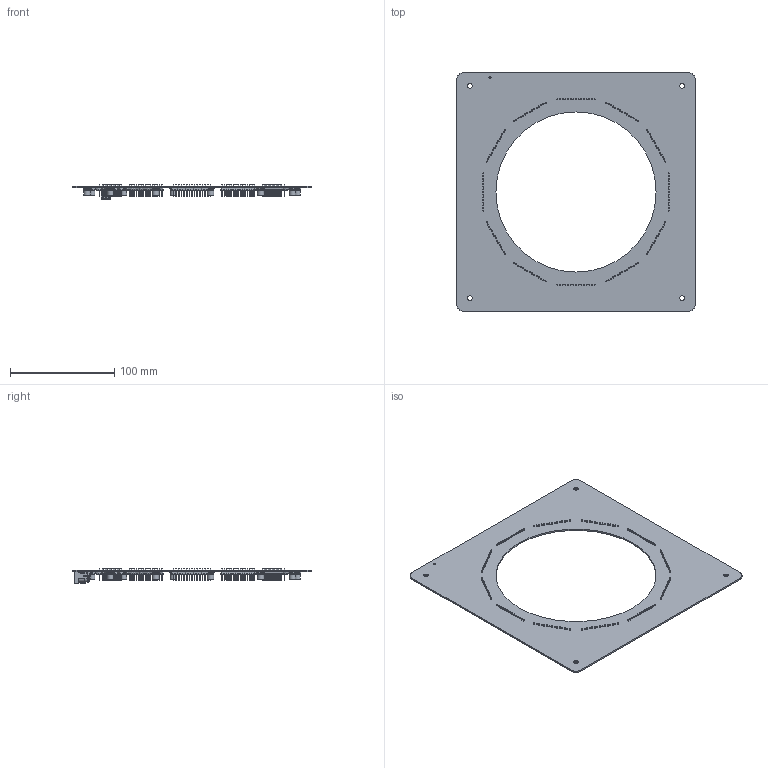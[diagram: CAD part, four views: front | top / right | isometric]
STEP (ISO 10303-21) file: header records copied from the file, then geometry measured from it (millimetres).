
FILE_DESCRIPTION(('KiCad electronic assembly'),'2;1');
FILE_NAME('arena_top_12-12_0.4.3.step','2025-07-25T14:33:42',('Pcbnew'), ('Kicad'),'Open CASCADE STEP processor 7.9','KiCad to STEP converter', 'Unknown');
FILE_SCHEMA(('AUTOMOTIVE_DESIGN { 1 0 10303 214 1 1 1 1 }'));
Length unit declared in the file: millimetre
Products named in the file (6): arena_top_12-12_0.4.3 1; CP_Elec_6.3x7.7; C_1210_3225Metric; Same_Sky_PJ-036AH-SMT-TR; PinHeader_1x15_P2.54mm_Vertical; arena_top_12-12_PCB
Assembly tree (38 placements, depth 2):
  arena_top_12-12_0.4.3 1
    CP_Elec_6.3x7.7  x12
    C_1210_3225Metric  x12
    Same_Sky_PJ-036AH-SMT-TR
    PinHeader_1x15_P2.54mm_Vertical  x12
    arena_top_12-12_PCB
Bounding box: 228.6 x 228.6 x 14 mm (x, y, z)
Volume: 58076.3 mm3; surface area: 84662.7 mm2
Topology: 38 solids, 38 shells, 5719 faces, 14171 edges, 8896 vertices
Faces by surface type: plane 5045, cylinder 540, bspline 68, torus 52, revolution 12, cone 2
Full cylindrical faces by diameter (mm): 1.016 x180, 2 x1, 4.5 x4, 6.3 x24, 153.416 x1
Entity records: 35661 total; most frequent: CARTESIAN_POINT 7285, ORIENTED_EDGE 5204, DIRECTION 5011, EDGE_CURVE 2602, LINE 1846, VECTOR 1846, VERTEX_POINT 1669, AXIS2_PLACEMENT_3D 1582
